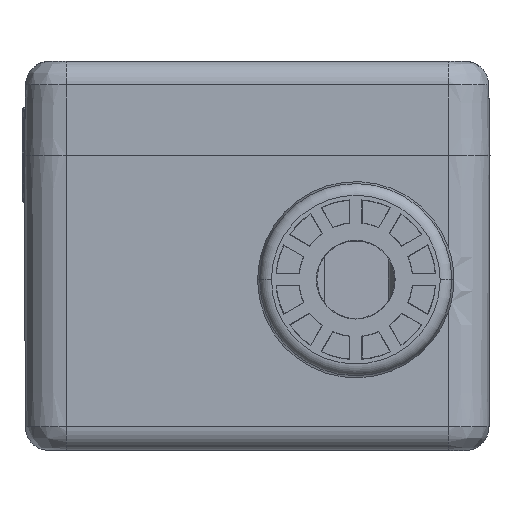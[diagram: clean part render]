
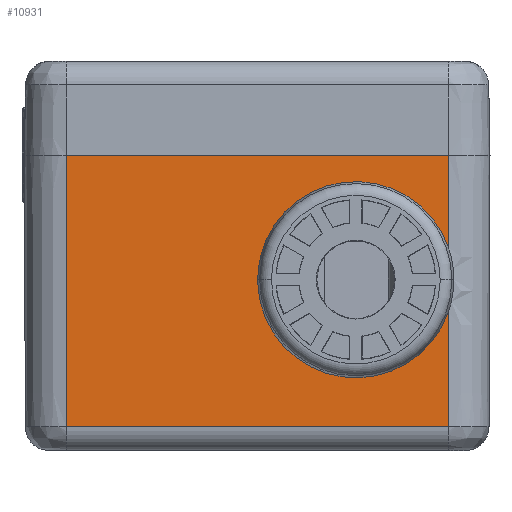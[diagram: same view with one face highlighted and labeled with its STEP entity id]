
A CAD part, front view. The second image highlights one B-rep face of the part: STEP entity #10931.
In plain terms, the highlighted planar face has unit normal (0, -1, -0.004).
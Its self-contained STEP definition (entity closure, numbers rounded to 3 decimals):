
#319=DIRECTION('',(1.,0.,0.));
#320=VECTOR('',#319,32.);
#321=CARTESIAN_POINT('',(-17.,-71.421,
-24.507));
#322=LINE('',#321,#320);
#326=DIRECTION('',(0.,-0.003,1.));
#327=VECTOR('',#326,22.707);
#328=CARTESIAN_POINT('',(-17.,-71.421,
-24.507));
#329=LINE('',#328,#327);
#333=CARTESIAN_POINT('',(15.,-71.473,-9.429));
#334=CARTESIAN_POINT('',(14.813,-71.475,-8.904));
#335=CARTESIAN_POINT('',(14.343,-71.479,-7.916));
#336=CARTESIAN_POINT('',(13.354,-71.483,-6.592));
#337=CARTESIAN_POINT('',(12.121,-71.487,-5.495));
#338=CARTESIAN_POINT('',(10.715,-71.49,-4.672));
#339=CARTESIAN_POINT('',(9.158,-71.492,-4.135));
#340=CARTESIAN_POINT('',(7.519,-71.493,-3.919));
#341=CARTESIAN_POINT('',(5.87,-71.492,-4.032));
#342=CARTESIAN_POINT('',(4.277,-71.491,-4.472));
#343=CARTESIAN_POINT('',(2.806,-71.488,-5.217));
#344=CARTESIAN_POINT('',(1.513,-71.485,-6.238));
#345=CARTESIAN_POINT('',(0.453,-71.48,
-7.487));
#346=CARTESIAN_POINT('',(-0.35,-71.475,
-8.942));
#347=CARTESIAN_POINT('',(-0.844,-71.47,
-10.531));
#348=CARTESIAN_POINT('',(-0.956,-71.466,
-11.622));
#349=CARTESIAN_POINT('',(-0.956,-71.464,
-12.181));
#543=DIRECTION('',(-1.,0.,0.));
#544=VECTOR('',#543,32.);
#545=CARTESIAN_POINT('',(15.,-71.5,-1.8));
#546=LINE('',#545,#544);
#703=DIRECTION('',(0.,-0.003,1.));
#704=VECTOR('',#703,9.564);
#705=CARTESIAN_POINT('',(15.,-71.421,-24.507));
#706=LINE('',#705,#704);
#710=DIRECTION('',(0.,-0.003,1.));
#711=VECTOR('',#710,7.629);
#712=CARTESIAN_POINT('',(15.,-71.473,-9.429));
#713=LINE('',#712,#711);
#727=CARTESIAN_POINT('',(15.,-71.454,-14.943));
#728=CARTESIAN_POINT('',(14.814,-71.452,-15.464));
#729=CARTESIAN_POINT('',(14.348,-71.449,-16.447));
#730=CARTESIAN_POINT('',(13.36,-71.444,-17.773));
#731=CARTESIAN_POINT('',(12.124,-71.44,-18.875));
#732=CARTESIAN_POINT('',(10.713,-71.438,-19.701));
#733=CARTESIAN_POINT('',(9.151,-71.436,-20.238));
#734=CARTESIAN_POINT('',(7.511,-71.435,-20.453));
#735=CARTESIAN_POINT('',(5.864,-71.435,-20.338));
#736=CARTESIAN_POINT('',(4.274,-71.437,-19.899));
#737=CARTESIAN_POINT('',(2.802,-71.439,-19.153));
#738=CARTESIAN_POINT('',(1.507,-71.443,-18.128));
#739=CARTESIAN_POINT('',(0.445,-71.447,
-16.873));
#740=CARTESIAN_POINT('',(-0.358,-71.452,
-15.412));
#741=CARTESIAN_POINT('',(-0.847,-71.458,
-13.822));
#742=CARTESIAN_POINT('',(-0.957,-71.462,
-12.735));
#743=CARTESIAN_POINT('',(-0.956,-71.464,
-12.181));
#9609=CARTESIAN_POINT('',(15.,-71.5,-1.8));
#9611=VERTEX_POINT('',#9609);
#9612=CARTESIAN_POINT('',(-17.,-71.5,-1.8));
#9613=VERTEX_POINT('',#9612);
#9628=CARTESIAN_POINT('',(-17.,-71.421,
-24.507));
#9629=VERTEX_POINT('',#9628);
#9638=CARTESIAN_POINT('',(15.,-71.421,-24.507));
#9639=VERTEX_POINT('',#9638);
#9640=CARTESIAN_POINT('',(15.,-71.473,
-9.429));
#9641=VERTEX_POINT('',#9640);
#9642=VERTEX_POINT('',#349);
#9643=VERTEX_POINT('',#727);
#10911=CARTESIAN_POINT('',(-21.014,-71.5,-1.8));
#10912=DIRECTION('',(0.,-1.,-0.003));
#10913=DIRECTION('',(1.,0.,0.));
#10914=AXIS2_PLACEMENT_3D('',#10911,#10912,#10913);
#10915=PLANE('',#10914);
#10916=ORIENTED_EDGE('',*,*,#10905,.F.);
#10918=ORIENTED_EDGE('',*,*,#10917,.T.);
#10920=ORIENTED_EDGE('',*,*,#10919,.F.);
#10922=ORIENTED_EDGE('',*,*,#10921,.F.);
#10924=ORIENTED_EDGE('',*,*,#10923,.T.);
#10926=ORIENTED_EDGE('',*,*,#10925,.F.);
#10928=ORIENTED_EDGE('',*,*,#10927,.F.);
#10929=EDGE_LOOP('',(#10916,#10918,#10920,#10922,#10924,#10926,#10928));
#10930=FACE_OUTER_BOUND('',#10929,.F.);
#350=B_SPLINE_CURVE_WITH_KNOTS('',3,(#333,#334,#335,#336,#337,#338,#339,#340,
#341,#342,#343,#344,#345,#346,#347,#348,#349),.UNSPECIFIED.,.F.,.F.,(4,1,1,1,1,
1,1,1,1,1,1,1,1,1,4),(0.,0.071,0.143,
0.214,0.286,0.357,0.429,0.5,
0.571,0.643,0.714,0.786,
0.857,0.929,1.),.UNSPECIFIED.);
#744=B_SPLINE_CURVE_WITH_KNOTS('',3,(#727,#728,#729,#730,#731,#732,#733,#734,
#735,#736,#737,#738,#739,#740,#741,#742,#743),.UNSPECIFIED.,.F.,.F.,(4,1,1,1,1,
1,1,1,1,1,1,1,1,1,4),(0.,0.071,0.143,
0.214,0.286,0.357,0.429,0.5,
0.571,0.643,0.714,0.786,
0.857,0.929,1.),.UNSPECIFIED.);
#10905=EDGE_CURVE('',#9629,#9639,#322,.T.);
#10917=EDGE_CURVE('',#9629,#9613,#329,.T.);
#10919=EDGE_CURVE('',#9611,#9613,#546,.T.);
#10921=EDGE_CURVE('',#9641,#9611,#713,.T.);
#10923=EDGE_CURVE('',#9641,#9642,#350,.T.);
#10925=EDGE_CURVE('',#9643,#9642,#744,.T.);
#10927=EDGE_CURVE('',#9639,#9643,#706,.T.);
#10931=ADVANCED_FACE('',(#10930),#10915,.T.);
